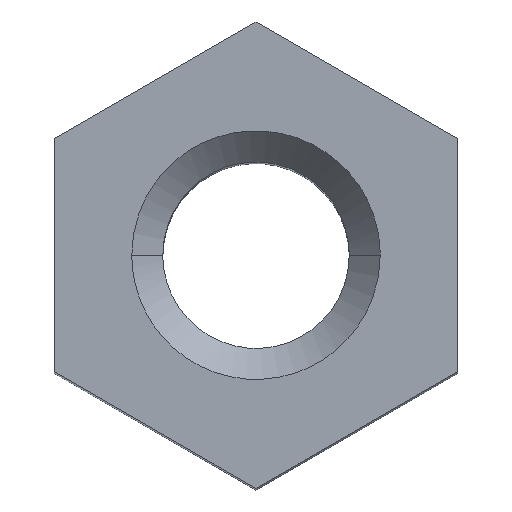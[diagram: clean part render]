
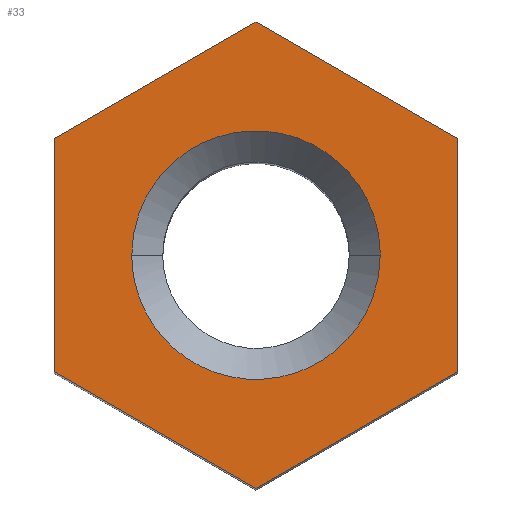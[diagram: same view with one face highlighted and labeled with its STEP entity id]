
A CAD part, top view. The second image highlights one B-rep face of the part: STEP entity #33.
In plain terms, the highlighted planar face has unit normal (0, 0, 1).
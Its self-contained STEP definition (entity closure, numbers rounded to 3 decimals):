
#25=FACE_BOUND('',#63,.T.);
#33=ADVANCED_FACE('',(#47,#25),#231,.T.);
#47=FACE_OUTER_BOUND('',#62,.T.);
#62=EDGE_LOOP('',(#102,#103,#104,#105,#106,#107));
#63=EDGE_LOOP('',(#108,#109));
#102=ORIENTED_EDGE('',*,*,#136,.T.);
#103=ORIENTED_EDGE('',*,*,#140,.T.);
#104=ORIENTED_EDGE('',*,*,#143,.T.);
#105=ORIENTED_EDGE('',*,*,#146,.T.);
#106=ORIENTED_EDGE('',*,*,#149,.T.);
#107=ORIENTED_EDGE('',*,*,#151,.T.);
#108=ORIENTED_EDGE('',*,*,#158,.T.);
#109=ORIENTED_EDGE('',*,*,#165,.T.);
#136=EDGE_CURVE('',#201,#200,#174,.T.);
#140=EDGE_CURVE('',#200,#203,#178,.T.);
#143=EDGE_CURVE('',#203,#205,#181,.T.);
#146=EDGE_CURVE('',#205,#207,#184,.T.);
#149=EDGE_CURVE('',#207,#209,#187,.T.);
#151=EDGE_CURVE('',#209,#201,#189,.T.);
#158=EDGE_CURVE('',#213,#217,#193,.T.);
#165=EDGE_CURVE('',#217,#213,#197,.T.);
#174=B_SPLINE_CURVE_WITH_KNOTS('',1,(#414,#415),.UNSPECIFIED.,.F.,.F.,(2,
2),(0.,3.753),.UNSPECIFIED.);
#178=B_SPLINE_CURVE_WITH_KNOTS('',1,(#422,#423),.UNSPECIFIED.,.F.,.F.,(2,
2),(3.753,7.506),.UNSPECIFIED.);
#181=B_SPLINE_CURVE_WITH_KNOTS('',1,(#428,#429),.UNSPECIFIED.,.F.,.F.,(2,
2),(7.506,11.258),.UNSPECIFIED.);
#184=B_SPLINE_CURVE_WITH_KNOTS('',1,(#434,#435),.UNSPECIFIED.,.F.,.F.,(2,
2),(11.258,15.011),.UNSPECIFIED.);
#187=B_SPLINE_CURVE_WITH_KNOTS('',1,(#440,#441),.UNSPECIFIED.,.F.,.F.,(2,
2),(15.011,18.764),.UNSPECIFIED.);
#189=B_SPLINE_CURVE_WITH_KNOTS('',1,(#444,#445),.UNSPECIFIED.,.F.,.F.,(2,
2),(18.764,22.517),.UNSPECIFIED.);
#193=B_SPLINE_CURVE_WITH_KNOTS('',3,(#473,#474,#475,#476,#477,#478,#479,
#480,#481,#482,#483),.UNSPECIFIED.,.F.,.F.,(4,1,1,1,1,1,1,1,4),(0.,0.785,
1.571,2.356,3.142,3.927,4.712,
5.498,6.283),.UNSPECIFIED.);
#197=B_SPLINE_CURVE_WITH_KNOTS('',3,(#511,#512,#513,#514,#515,#516,#517,
#518,#519,#520,#521),.UNSPECIFIED.,.F.,.F.,(4,1,1,1,1,1,1,1,4),(6.283,
7.068,7.854,8.639,9.425,10.21,
10.995,11.781,12.566),.UNSPECIFIED.);
#200=VERTEX_POINT('',#392);
#201=VERTEX_POINT('',#393);
#203=VERTEX_POINT('',#395);
#205=VERTEX_POINT('',#397);
#207=VERTEX_POINT('',#399);
#209=VERTEX_POINT('',#401);
#213=VERTEX_POINT('',#405);
#217=VERTEX_POINT('',#409);
#231=PLANE('',#259);
#259=AXIS2_PLACEMENT_3D('',#281,#270,$);
#270=DIRECTION('',(0.,0.,1.));
#281=CARTESIAN_POINT('',(-4.063,-4.691,8.));
#392=CARTESIAN_POINT('',(0.,3.753,8.));
#393=CARTESIAN_POINT('',(3.25,1.876,8.));
#395=CARTESIAN_POINT('',(-3.25,1.876,8.));
#397=CARTESIAN_POINT('',(-3.25,-1.876,8.));
#399=CARTESIAN_POINT('',(0.,-3.753,8.));
#401=CARTESIAN_POINT('',(3.25,-1.876,8.));
#405=CARTESIAN_POINT('',(2.,0.,8.));
#409=CARTESIAN_POINT('',(-2.,0.,8.));
#414=CARTESIAN_POINT('',(3.25,1.876,8.));
#415=CARTESIAN_POINT('',(0.,3.753,8.));
#422=CARTESIAN_POINT('',(0.,3.753,8.));
#423=CARTESIAN_POINT('',(-3.25,1.876,8.));
#428=CARTESIAN_POINT('',(-3.25,1.876,8.));
#429=CARTESIAN_POINT('',(-3.25,-1.876,8.));
#434=CARTESIAN_POINT('',(-3.25,-1.876,8.));
#435=CARTESIAN_POINT('',(0.,-3.753,8.));
#440=CARTESIAN_POINT('',(0.,-3.753,8.));
#441=CARTESIAN_POINT('',(3.25,-1.876,8.));
#444=CARTESIAN_POINT('',(3.25,-1.876,8.));
#445=CARTESIAN_POINT('',(3.25,1.876,8.));
#473=CARTESIAN_POINT('',(2.,0.,8.));
#474=CARTESIAN_POINT('',(2.,-0.262,8.));
#475=CARTESIAN_POINT('',(1.896,-0.785,8.));
#476=CARTESIAN_POINT('',(1.451,-1.451,8.));
#477=CARTESIAN_POINT('',(0.785,-1.896,8.));
#478=CARTESIAN_POINT('',(0.,-2.052,8.));
#479=CARTESIAN_POINT('',(-0.785,-1.896,8.));
#480=CARTESIAN_POINT('',(-1.451,-1.451,8.));
#481=CARTESIAN_POINT('',(-1.896,-0.785,8.));
#482=CARTESIAN_POINT('',(-2.,-0.262,8.));
#483=CARTESIAN_POINT('',(-2.,0.,8.));
#511=CARTESIAN_POINT('',(-2.,0.,8.));
#512=CARTESIAN_POINT('',(-2.,0.262,8.));
#513=CARTESIAN_POINT('',(-1.896,0.785,8.));
#514=CARTESIAN_POINT('',(-1.451,1.451,8.));
#515=CARTESIAN_POINT('',(-0.785,1.896,8.));
#516=CARTESIAN_POINT('',(0.,2.052,8.));
#517=CARTESIAN_POINT('',(0.785,1.896,8.));
#518=CARTESIAN_POINT('',(1.451,1.451,8.));
#519=CARTESIAN_POINT('',(1.896,0.785,8.));
#520=CARTESIAN_POINT('',(2.,0.262,8.));
#521=CARTESIAN_POINT('',(2.,0.,8.));
